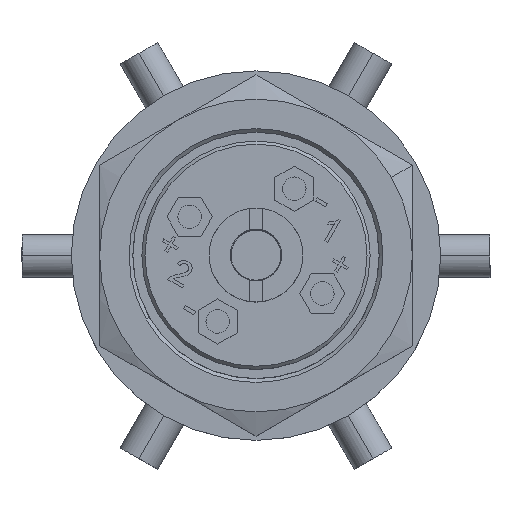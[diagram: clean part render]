
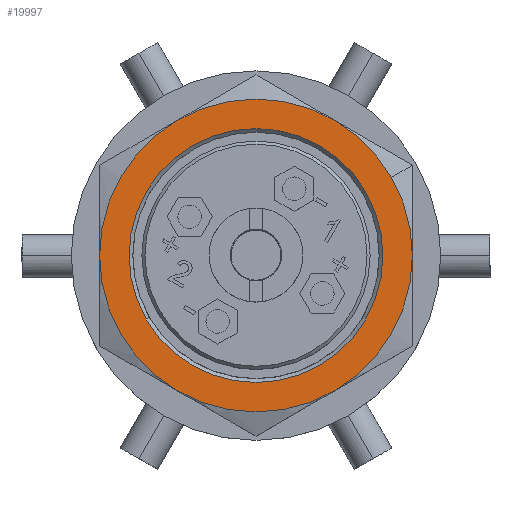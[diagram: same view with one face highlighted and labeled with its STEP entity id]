
A CAD part, top view. The second image highlights one B-rep face of the part: STEP entity #19997.
In plain terms, the highlighted planar face has unit normal (0, 0, 1).
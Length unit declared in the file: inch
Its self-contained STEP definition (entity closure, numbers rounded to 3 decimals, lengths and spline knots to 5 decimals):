
#700 = ORIENTED_EDGE ( 'NONE', *, *, #10737, .F. ) ;
#777 = AXIS2_PLACEMENT_3D ( 'NONE', #15925, #5304, #17719 ) ;
#826 = CARTESIAN_POINT ( 'NONE',  ( 0., 0., 0.4198 ) ) ;
#929 = DIRECTION ( 'NONE',  ( -0.866, -0.5, 0. ) ) ;
#1334 = CIRCLE ( 'NONE', #12844, 0.5 ) ;
#1363 = CARTESIAN_POINT ( 'NONE',  ( 0.43301, 0.25, 0.4198 ) ) ;
#1561 = DIRECTION ( 'NONE',  ( 0., 0., -1. ) ) ;
#1698 = CIRCLE ( 'NONE', #22610, 0.40581 ) ;
#2099 = DIRECTION ( 'NONE',  ( 0., 0., -1. ) ) ;
#2582 = DIRECTION ( 'NONE',  ( -0.866, -0.5, 0. ) ) ;
#2653 = VERTEX_POINT ( 'NONE', #17539 ) ;
#3248 = CIRCLE ( 'NONE', #777, 0.5 ) ;
#3298 = VERTEX_POINT ( 'NONE', #19007 ) ;
#3332 = CARTESIAN_POINT ( 'NONE',  ( 0.35144, 0.20291, 0.4198 ) ) ;
#3342 = FACE_OUTER_BOUND ( 'NONE', #6253, .T. ) ;
#3416 = AXIS2_PLACEMENT_3D ( 'NONE', #9264, #21668, #11066 ) ;
#3500 = CIRCLE ( 'NONE', #3416, 0.5 ) ;
#3943 = CIRCLE ( 'NONE', #20498, 0.5 ) ;
#4659 = VERTEX_POINT ( 'NONE', #10756 ) ;
#5283 = EDGE_CURVE ( 'NONE', #3298, #15765, #16196, .T. ) ;
#5293 = CIRCLE ( 'NONE', #15045, 0.5 ) ;
#5304 = DIRECTION ( 'NONE',  ( 0., 0., -1. ) ) ;
#5803 = DIRECTION ( 'NONE',  ( 0., 0., -1. ) ) ;
#5807 = CARTESIAN_POINT ( 'NONE',  ( -0.5, -0.28868, 0.4198 ) ) ;
#6253 = EDGE_LOOP ( 'NONE', ( #22210, #9156, #20246, #15531, #9947, #17338, #700 ) ) ;
#7571 = DIRECTION ( 'NONE',  ( -0.866, -0.5, 0. ) ) ;
#8049 = VERTEX_POINT ( 'NONE', #21126 ) ;
#8181 = VERTEX_POINT ( 'NONE', #19660 ) ;
#8854 = DIRECTION ( 'NONE',  ( 0., 0., -1. ) ) ;
#9156 = ORIENTED_EDGE ( 'NONE', *, *, #14831, .F. ) ;
#9264 = CARTESIAN_POINT ( 'NONE',  ( 0., 0., 0.4198 ) ) ;
#9947 = ORIENTED_EDGE ( 'NONE', *, *, #10862, .F. ) ;
#10262 = EDGE_CURVE ( 'NONE', #21757, #4659, #20483, .T. ) ;
#10737 = EDGE_CURVE ( 'NONE', #4659, #8181, #3248, .T. ) ;
#10756 = CARTESIAN_POINT ( 'NONE',  ( -0.25, 0.43301, 0.4198 ) ) ;
#10862 = EDGE_CURVE ( 'NONE', #22786, #8049, #3500, .T. ) ;
#11066 = DIRECTION ( 'NONE',  ( -0.866, -0.5, 0. ) ) ;
#11426 = DIRECTION ( 'NONE',  ( -0.866, -0.5, 0. ) ) ;
#11594 = DIRECTION ( 'NONE',  ( 0., 0., -1. ) ) ;
#12260 = CARTESIAN_POINT ( 'NONE',  ( 0., 0., 0.4198 ) ) ;
#12778 = CARTESIAN_POINT ( 'NONE',  ( 0., 0., 0.4198 ) ) ;
#12844 = AXIS2_PLACEMENT_3D ( 'NONE', #23040, #22040, #11426 ) ;
#13284 = DIRECTION ( 'NONE',  ( 0., 0., -1. ) ) ;
#13475 = EDGE_LOOP ( 'NONE', ( #13842, #21781 ) ) ;
#13555 = AXIS2_PLACEMENT_3D ( 'NONE', #22207, #11594, #929 ) ;
#13842 = ORIENTED_EDGE ( 'NONE', *, *, #5283, .T. ) ;
#14020 = DIRECTION ( 'NONE',  ( -0.866, -0.5, 0. ) ) ;
#14427 = VERTEX_POINT ( 'NONE', #17753 ) ;
#14545 = EDGE_CURVE ( 'NONE', #8049, #2653, #3943, .T. ) ;
#14548 = DIRECTION ( 'NONE',  ( -0.866, -0.5, 0. ) ) ;
#14831 = EDGE_CURVE ( 'NONE', #14427, #21757, #21402, .T. ) ;
#14978 = AXIS2_PLACEMENT_3D ( 'NONE', #5807, #18211, #7571 ) ;
#15005 = EDGE_CURVE ( 'NONE', #8181, #22786, #5293, .T. ) ;
#15045 = AXIS2_PLACEMENT_3D ( 'NONE', #826, #13284, #2582 ) ;
#15531 = ORIENTED_EDGE ( 'NONE', *, *, #14545, .F. ) ;
#15765 = VERTEX_POINT ( 'NONE', #3332 ) ;
#15925 = CARTESIAN_POINT ( 'NONE',  ( 0., 0., 0.4198 ) ) ;
#16196 = CIRCLE ( 'NONE', #13555, 0.40581 ) ;
#16399 = CARTESIAN_POINT ( 'NONE',  ( 0., 0., 0.4198 ) ) ;
#16644 = AXIS2_PLACEMENT_3D ( 'NONE', #12778, #2099, #14548 ) ;
#17091 = EDGE_CURVE ( 'NONE', #14427, #2653, #1334, .T. ) ;
#17338 = ORIENTED_EDGE ( 'NONE', *, *, #15005, .F. ) ;
#17539 = CARTESIAN_POINT ( 'NONE',  ( 0.25, -0.43301, 0.4198 ) ) ;
#17719 = DIRECTION ( 'NONE',  ( -0.866, -0.5, 0. ) ) ;
#17753 = CARTESIAN_POINT ( 'NONE',  ( -0.25, -0.43301, 0.4198 ) ) ;
#18209 = DIRECTION ( 'NONE',  ( -0.866, -0.5, 0. ) ) ;
#18211 = DIRECTION ( 'NONE',  ( 0., 0., 1. ) ) ;
#19007 = CARTESIAN_POINT ( 'NONE',  ( -0.35144, -0.20291, 0.4198 ) ) ;
#19469 = CARTESIAN_POINT ( 'NONE',  ( 0., 0., 0.4198 ) ) ;
#19660 = CARTESIAN_POINT ( 'NONE',  ( 0.25, 0.43301, 0.4198 ) ) ;
#19834 = CARTESIAN_POINT ( 'NONE',  ( -0.5, 0., 0.4198 ) ) ;
#19920 = PLANE ( 'NONE',  #14978 ) ;
#19997 = ADVANCED_FACE ( 'NONE', ( #21660, #3342 ), #19920, .T. ) ;
#20246 = ORIENTED_EDGE ( 'NONE', *, *, #17091, .T. ) ;
#20483 = CIRCLE ( 'NONE', #21562, 0.5 ) ;
#20498 = AXIS2_PLACEMENT_3D ( 'NONE', #16399, #5803, #18209 ) ;
#21126 = CARTESIAN_POINT ( 'NONE',  ( 0.5, 0., 0.4198 ) ) ;
#21227 = DIRECTION ( 'NONE',  ( -0.866, -0.5, 0. ) ) ;
#21402 = CIRCLE ( 'NONE', #16644, 0.5 ) ;
#21562 = AXIS2_PLACEMENT_3D ( 'NONE', #19469, #8854, #21227 ) ;
#21660 = FACE_BOUND ( 'NONE', #13475, .T. ) ;
#21668 = DIRECTION ( 'NONE',  ( 0., 0., -1. ) ) ;
#21757 = VERTEX_POINT ( 'NONE', #19834 ) ;
#21781 = ORIENTED_EDGE ( 'NONE', *, *, #21978, .T. ) ;
#21978 = EDGE_CURVE ( 'NONE', #15765, #3298, #1698, .T. ) ;
#22040 = DIRECTION ( 'NONE',  ( 0., 0., 1. ) ) ;
#22207 = CARTESIAN_POINT ( 'NONE',  ( 0., 0., 0.4198 ) ) ;
#22210 = ORIENTED_EDGE ( 'NONE', *, *, #10262, .F. ) ;
#22610 = AXIS2_PLACEMENT_3D ( 'NONE', #12260, #1561, #14020 ) ;
#22786 = VERTEX_POINT ( 'NONE', #1363 ) ;
#23040 = CARTESIAN_POINT ( 'NONE',  ( 0., 0., 0.4198 ) ) ;
